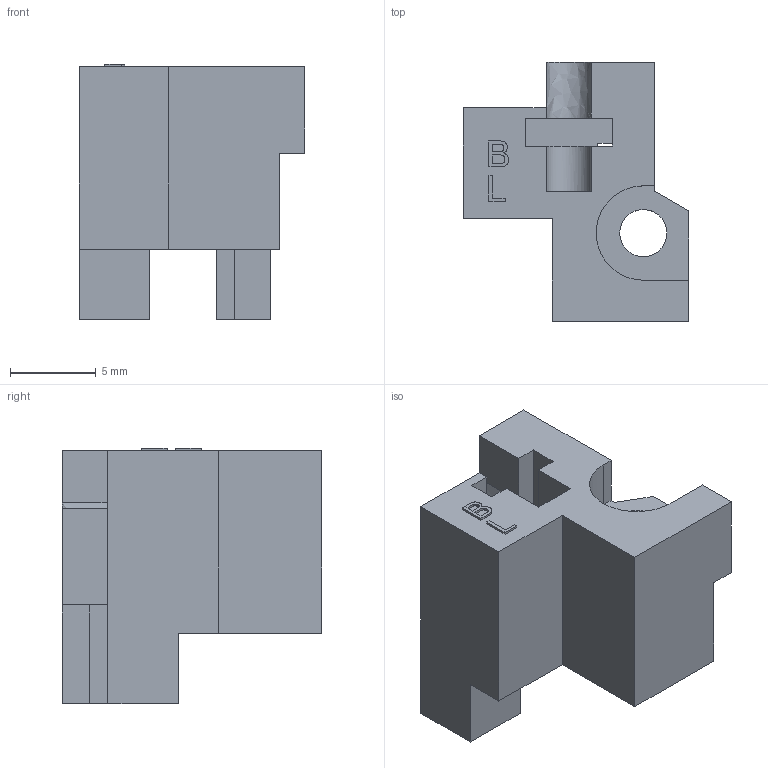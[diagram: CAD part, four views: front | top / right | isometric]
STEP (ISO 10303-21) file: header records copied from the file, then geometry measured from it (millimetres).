
FILE_DESCRIPTION((''),'2;1');
FILE_NAME('0906_DIN_fixing_bracket_B_left_07.stp', '2008-05-20T07:06:30',('User'),('SDRC'),'I-DEAS Master Series 9','UNIX', 'Yes');
FILE_SCHEMA(('AUTOMOTIVE_DESIGN { 1 0 10303 214 1 1 1 1 }'));
Length unit declared in the file: millimetre
Products named in the file (1): 0906_DIN_fixing_bracket_B_left_07
Bounding box: 13.15 x 15.1 x 14.88 mm (x, y, z)
Volume: 1125.1 mm3; surface area: 1131.4 mm2
Topology: 1 solids, 1 shells, 67 faces, 187 edges, 124 vertices
Faces by surface type: bspline 67
Entity records: 2041 total; most frequent: CARTESIAN_POINT 872, ORIENTED_EDGE 374, EDGE_CURVE 187, VERTEX_POINT 124, QUASI_UNIFORM_CURVE 90, B_SPLINE_CURVE_WITH_KNOTS 80, EDGE_LOOP 73, FACE_OUTER_BOUND 67
